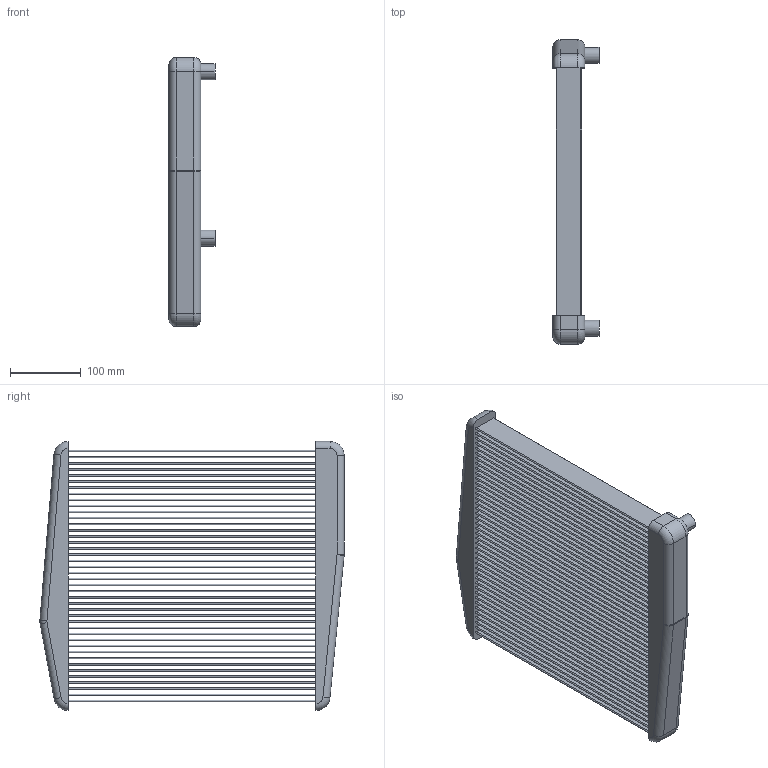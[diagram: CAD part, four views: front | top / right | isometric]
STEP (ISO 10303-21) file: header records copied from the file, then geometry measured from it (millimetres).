
FILE_DESCRIPTION(('CATIA V5 STEP Exchange'),'2;1');
FILE_NAME('radiator 2014 kaiseki.stp','2017-10-12T12:46:50+00:00',('none'),('none'),'CATIA Version 5 Release 17 (IN-10)','CATIA V5 STEP AP203','none');
FILE_SCHEMA(('CONFIG_CONTROL_DESIGN'));
Length unit declared in the file: millimetre
Products named in the file (1): rad2-new
Bounding box: 65 x 429.84 x 380 mm (x, y, z)
Volume: 2084036 mm3; surface area: 1199954.6 mm2
Topology: 1 solids, 1 shells, 213 faces, 606 edges, 398 vertices
Faces by surface type: cylinder 104, plane 97, torus 12
Entity records: 6977 total; most frequent: CARTESIAN_POINT 1269, ORIENTED_EDGE 1212, DIRECTION 1014, EDGE_CURVE 606, AXIS2_PLACEMENT_3D 430, VERTEX_POINT 398, VECTOR 377, LINE 377
